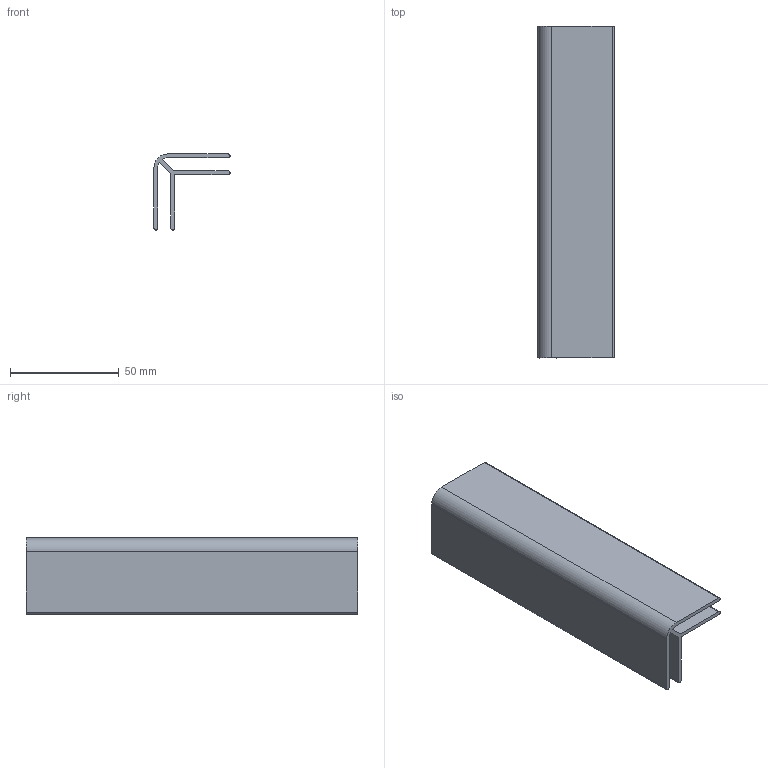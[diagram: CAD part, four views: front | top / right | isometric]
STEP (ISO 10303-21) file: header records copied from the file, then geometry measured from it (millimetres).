
FILE_DESCRIPTION((''),'2;1');
FILE_NAME('SG1552.STP', '2021-02-25T21:46:38',(''), (''), 'KCM Version 2.0.6974.6974', 'KeyCreator Pro', '');
FILE_SCHEMA(('AUTOMOTIVE_DESIGN'));
Length unit declared in the file: inch
Bounding box: 34.95 x 152.4 x 34.95 mm (x, y, z)
Volume: 33760.6 mm3; surface area: 38732 mm2
Topology: 1 solids, 1 shells, 19 faces, 51 edges, 34 vertices
Faces by surface type: plane 12, cylinder 7
Entity records: 624 total; most frequent: CARTESIAN_POINT 105, DIRECTION 105, ORIENTED_EDGE 102, EDGE_CURVE 51, VECTOR 37, LINE 37, AXIS2_PLACEMENT_3D 34, VERTEX_POINT 34
